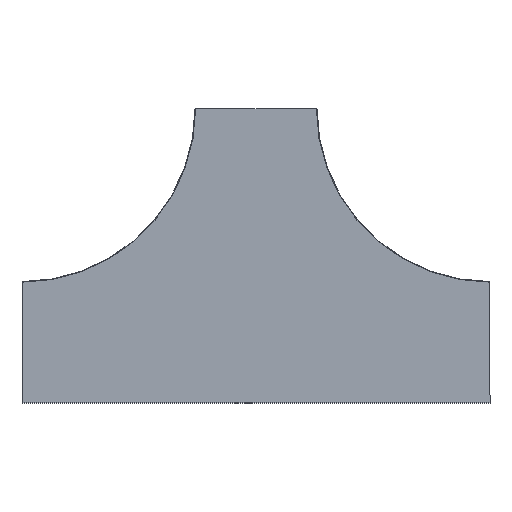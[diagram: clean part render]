
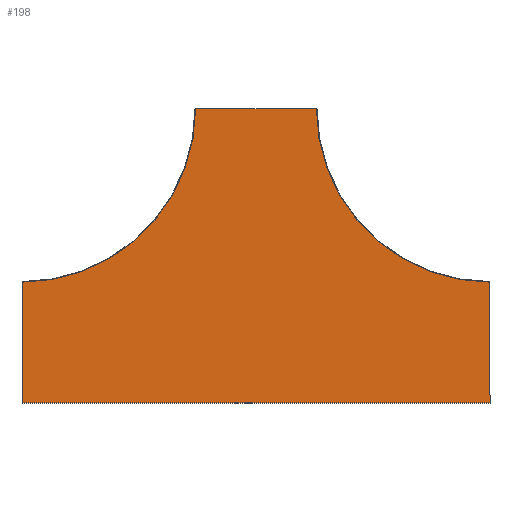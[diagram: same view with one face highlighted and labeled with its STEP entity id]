
A CAD part, front view. The second image highlights one B-rep face of the part: STEP entity #198.
In plain terms, the highlighted planar face has unit normal (0, -1, 0).
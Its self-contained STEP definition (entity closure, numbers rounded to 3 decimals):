
#14 = VECTOR ( 'NONE', #693, 1000. ) ;
#77 = VECTOR ( 'NONE', #1078, 1000. ) ;
#96 = CARTESIAN_POINT ( 'NONE',  ( 202.5, -1., 0. ) ) ;
#119 = CIRCLE ( 'NONE', #219, 582.5 ) ;
#136 = FACE_OUTER_BOUND ( 'NONE', #931, .T. ) ;
#176 = LINE ( 'NONE', #1059, #824 ) ;
#198 = ADVANCED_FACE ( 'NONE', ( #136 ), #510, .T. ) ;
#214 = AXIS2_PLACEMENT_3D ( 'NONE', #1080, #728, #732 ) ;
#219 = AXIS2_PLACEMENT_3D ( 'NONE', #937, #611, #786 ) ;
#289 = CARTESIAN_POINT ( 'NONE',  ( -202.5, -1., 0. ) ) ;
#369 = CARTESIAN_POINT ( 'NONE',  ( -785., -1., -582.5 ) ) ;
#418 = LINE ( 'NONE', #740, #77 ) ;
#441 = ORIENTED_EDGE ( 'NONE', *, *, #975, .F. ) ;
#450 = ORIENTED_EDGE ( 'NONE', *, *, #946, .T. ) ;
#476 = CARTESIAN_POINT ( 'NONE',  ( 785., -1., -582.5 ) ) ;
#485 = VERTEX_POINT ( 'NONE', #289 ) ;
#488 = VERTEX_POINT ( 'NONE', #959 ) ;
#498 = ORIENTED_EDGE ( 'NONE', *, *, #983, .F. ) ;
#510 = PLANE ( 'NONE',  #637 ) ;
#517 = VERTEX_POINT ( 'NONE', #476 ) ;
#570 = CARTESIAN_POINT ( 'NONE',  ( 0., -1., -987.5 ) ) ;
#601 = VERTEX_POINT ( 'NONE', #989 ) ;
#605 = ORIENTED_EDGE ( 'NONE', *, *, #958, .F. ) ;
#611 = DIRECTION ( 'NONE',  ( 0., 1., 0. ) ) ;
#615 = CIRCLE ( 'NONE', #214, 582.5 ) ;
#632 = DIRECTION ( 'NONE',  ( 0., 0., -1. ) ) ;
#637 = AXIS2_PLACEMENT_3D ( 'NONE', #369, #720, #632 ) ;
#645 = VERTEX_POINT ( 'NONE', #1158 ) ;
#653 = VECTOR ( 'NONE', #708, 1000. ) ;
#670 = ORIENTED_EDGE ( 'NONE', *, *, #953, .T. ) ;
#693 = DIRECTION ( 'NONE',  ( -1., 0., 0. ) ) ;
#697 = DIRECTION ( 'NONE',  ( 0., 0., 1. ) ) ;
#701 = CARTESIAN_POINT ( 'NONE',  ( -202.5, -1., 0. ) ) ;
#708 = DIRECTION ( 'NONE',  ( -1., 0., 0. ) ) ;
#720 = DIRECTION ( 'NONE',  ( 0., -1., 0. ) ) ;
#728 = DIRECTION ( 'NONE',  ( 0., -1., 0. ) ) ;
#732 = DIRECTION ( 'NONE',  ( 0., 0., 1. ) ) ;
#740 = CARTESIAN_POINT ( 'NONE',  ( -785., -1., -582.5 ) ) ;
#786 = DIRECTION ( 'NONE',  ( 0., 0., 1. ) ) ;
#824 = VECTOR ( 'NONE', #697, 1000. ) ;
#835 = VERTEX_POINT ( 'NONE', #96 ) ;
#931 = EDGE_LOOP ( 'NONE', ( #605, #670, #1175, #450, #441, #498 ) ) ;
#937 = CARTESIAN_POINT ( 'NONE',  ( 785., -1., 0. ) ) ;
#946 = EDGE_CURVE ( 'NONE', #835, #485, #1071, .T. ) ;
#953 = EDGE_CURVE ( 'NONE', #601, #517, #176, .T. ) ;
#958 = EDGE_CURVE ( 'NONE', #601, #645, #1070, .T. ) ;
#959 = CARTESIAN_POINT ( 'NONE',  ( -785., -1., -582.5 ) ) ;
#968 = EDGE_CURVE ( 'NONE', #517, #835, #119, .T. ) ;
#975 = EDGE_CURVE ( 'NONE', #488, #485, #615, .T. ) ;
#983 = EDGE_CURVE ( 'NONE', #645, #488, #418, .T. ) ;
#989 = CARTESIAN_POINT ( 'NONE',  ( 785., -1., -987.5 ) ) ;
#1059 = CARTESIAN_POINT ( 'NONE',  ( 785., -1., -582.5 ) ) ;
#1070 = LINE ( 'NONE', #570, #653 ) ;
#1071 = LINE ( 'NONE', #701, #14 ) ;
#1078 = DIRECTION ( 'NONE',  ( 0., 0., 1. ) ) ;
#1080 = CARTESIAN_POINT ( 'NONE',  ( -785., -1., 0. ) ) ;
#1158 = CARTESIAN_POINT ( 'NONE',  ( -785., -1., -987.5 ) ) ;
#1175 = ORIENTED_EDGE ( 'NONE', *, *, #968, .T. ) ;
